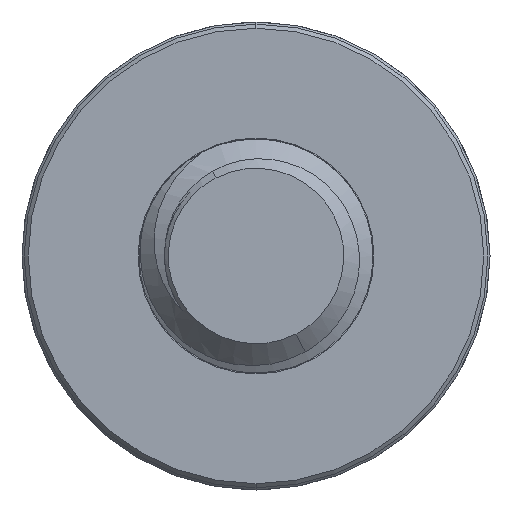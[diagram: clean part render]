
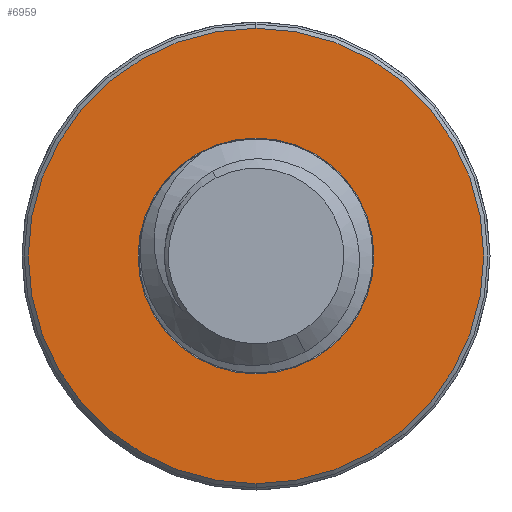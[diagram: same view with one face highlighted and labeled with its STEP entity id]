
A CAD part, front view. The second image highlights one B-rep face of the part: STEP entity #6959.
In plain terms, the highlighted planar face has unit normal (0, -1, 0).
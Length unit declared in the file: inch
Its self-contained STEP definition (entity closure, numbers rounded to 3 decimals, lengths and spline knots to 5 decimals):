
#85 = EDGE_CURVE ( 'NONE', #3493, #829, #7771, .T. ) ;
#719 = ORIENTED_EDGE ( 'NONE', *, *, #5511, .T. ) ;
#829 = VERTEX_POINT ( 'NONE', #6898 ) ;
#925 = DIRECTION ( 'NONE',  ( 0., -1., 0. ) ) ;
#1295 = ORIENTED_EDGE ( 'NONE', *, *, #5493, .F. ) ;
#1526 = CARTESIAN_POINT ( 'NONE',  ( 0., -0.125, 0. ) ) ;
#1572 = ORIENTED_EDGE ( 'NONE', *, *, #85, .T. ) ;
#2144 = DIRECTION ( 'NONE',  ( 0., 0., -1. ) ) ;
#2476 = PLANE ( 'NONE',  #3108 ) ;
#2506 = CARTESIAN_POINT ( 'NONE',  ( 0., -0.125, 0. ) ) ;
#2730 = CIRCLE ( 'NONE', #4479, 0.189 ) ;
#3108 = AXIS2_PLACEMENT_3D ( 'NONE', #4324, #6806, #3115 ) ;
#3115 = DIRECTION ( 'NONE',  ( 0., 0., -1. ) ) ;
#3143 = DIRECTION ( 'NONE',  ( 0., 0., -1. ) ) ;
#3412 = CARTESIAN_POINT ( 'NONE',  ( 0., -0.125, 0.365 ) ) ;
#3487 = CARTESIAN_POINT ( 'NONE',  ( 0., -0.125, 0. ) ) ;
#3493 = VERTEX_POINT ( 'NONE', #3412 ) ;
#3736 = VERTEX_POINT ( 'NONE', #4249 ) ;
#4087 = DIRECTION ( 'NONE',  ( 0., 0., -1. ) ) ;
#4249 = CARTESIAN_POINT ( 'NONE',  ( 0., -0.125, 0.189 ) ) ;
#4324 = CARTESIAN_POINT ( 'NONE',  ( 0., -0.125, 0. ) ) ;
#4479 = AXIS2_PLACEMENT_3D ( 'NONE', #3487, #7767, #4087 ) ;
#4559 = FACE_OUTER_BOUND ( 'NONE', #7680, .T. ) ;
#4639 = CARTESIAN_POINT ( 'NONE',  ( 0., -0.125, 0. ) ) ;
#4973 = CIRCLE ( 'NONE', #5383, 0.189 ) ;
#5262 = CARTESIAN_POINT ( 'NONE',  ( 0., -0.125, -0.189 ) ) ;
#5274 = DIRECTION ( 'NONE',  ( 0., 0., -1. ) ) ;
#5383 = AXIS2_PLACEMENT_3D ( 'NONE', #1526, #5873, #2144 ) ;
#5493 = EDGE_CURVE ( 'NONE', #3736, #7290, #4973, .T. ) ;
#5511 = EDGE_CURVE ( 'NONE', #829, #3493, #6405, .T. ) ;
#5521 = AXIS2_PLACEMENT_3D ( 'NONE', #2506, #6835, #3143 ) ;
#5653 = FACE_BOUND ( 'NONE', #5917, .T. ) ;
#5873 = DIRECTION ( 'NONE',  ( 0., -1., 0. ) ) ;
#5917 = EDGE_LOOP ( 'NONE', ( #7642, #1295 ) ) ;
#6236 = AXIS2_PLACEMENT_3D ( 'NONE', #4639, #925, #5274 ) ;
#6405 = CIRCLE ( 'NONE', #6236, 0.365 ) ;
#6742 = EDGE_CURVE ( 'NONE', #7290, #3736, #2730, .T. ) ;
#6806 = DIRECTION ( 'NONE',  ( 0., -1., 0. ) ) ;
#6835 = DIRECTION ( 'NONE',  ( 0., -1., 0. ) ) ;
#6898 = CARTESIAN_POINT ( 'NONE',  ( 0., -0.125, -0.365 ) ) ;
#6959 = ADVANCED_FACE ( 'NONE', ( #4559, #5653 ), #2476, .T. ) ;
#7290 = VERTEX_POINT ( 'NONE', #5262 ) ;
#7642 = ORIENTED_EDGE ( 'NONE', *, *, #6742, .F. ) ;
#7680 = EDGE_LOOP ( 'NONE', ( #1572, #719 ) ) ;
#7767 = DIRECTION ( 'NONE',  ( 0., -1., 0. ) ) ;
#7771 = CIRCLE ( 'NONE', #5521, 0.365 ) ;
